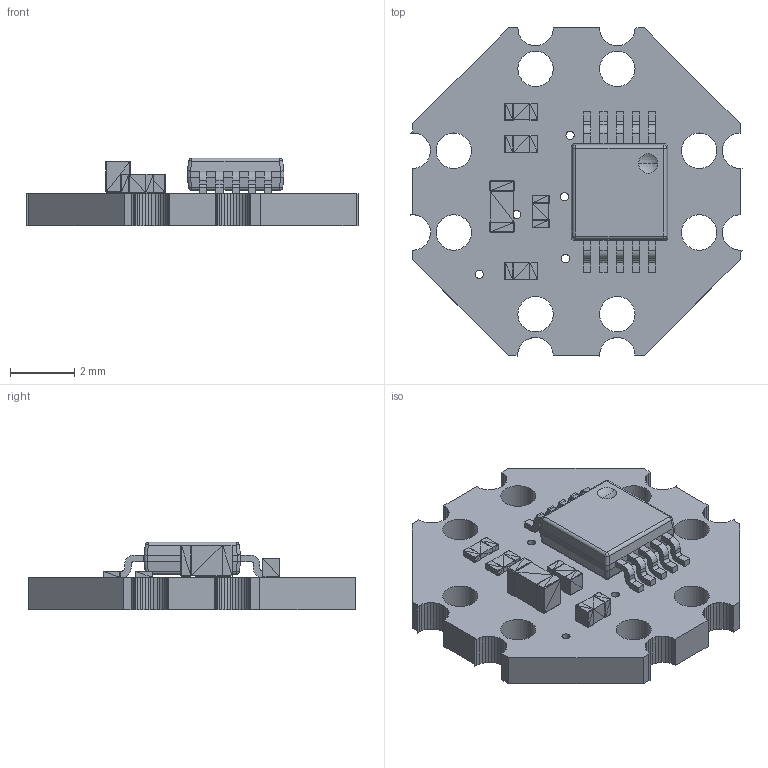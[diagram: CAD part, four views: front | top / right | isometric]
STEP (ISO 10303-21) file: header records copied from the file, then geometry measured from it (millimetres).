
FILE_DESCRIPTION(('for SolidWorks'),'2;1');
FILE_NAME('DRV2605L.step','2014-11-22T14:04:05',('Chris Hamilton' ),(''),'Open CASCADE STEP processor 6.6','Diptrace','Unknown');
FILE_SCHEMA(('AUTOMOTIVE_DESIGN { 1 0 10303 214 1 1 1 1 }'));
Length unit declared in the file: millimetre
Products named in the file (6): PCB; Board; Model_2; cap_0603; cap_0402; res_0402
Assembly tree (7 placements, depth 2):
  PCB
    Board
    Model_2
    cap_0603
    cap_0402  x2
    res_0402  x2
Bounding box: 10.31 x 10.18 x 2.1 mm (x, y, z)
Volume: 73.8 mm3; surface area: 278.3 mm2
Topology: 1 solids, 7 shells, 998 faces, 1984 edges, 1001 vertices
Faces by surface type: plane 907, cylinder 81, sphere 10
Full cylindrical faces by diameter (mm): 0.254 x11, 1.1 x8
Entity records: 23314 total; most frequent: CARTESIAN_POINT 3315, DIRECTION 3252, ORIENTED_EDGE 3224, EDGE_CURVE 1612, LINE 1440, VECTOR 1440, AXIS2_PLACEMENT_3D 906, VERTEX_POINT 873
